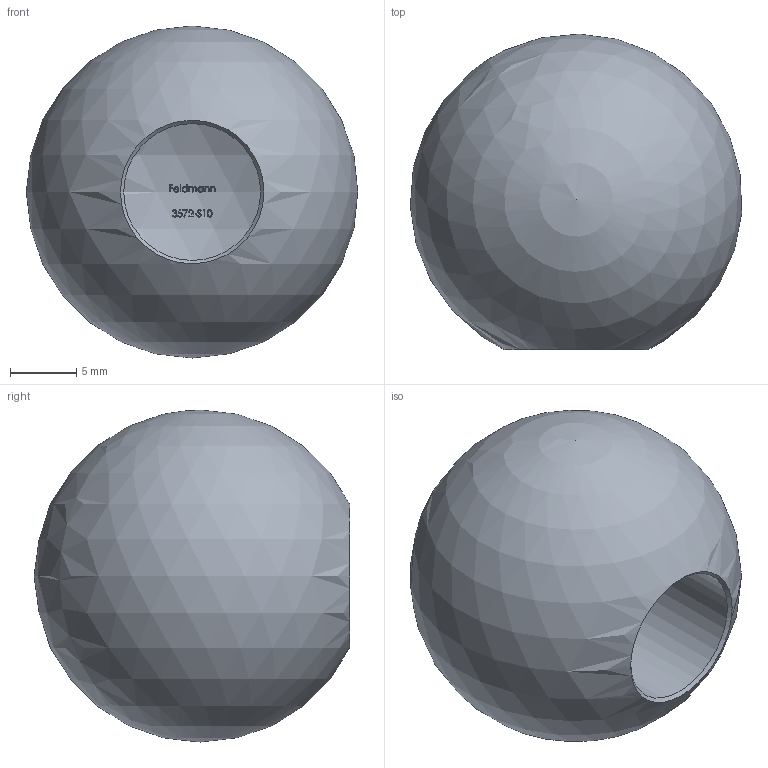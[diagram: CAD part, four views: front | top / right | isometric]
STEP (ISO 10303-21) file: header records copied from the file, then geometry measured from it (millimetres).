
FILE_DESCRIPTION (( 'STEP AP203' ), '1' );
FILE_NAME ('3572-S10.step', '2020-02-03T15:35:43', ( '' ), ( '' ), 'SwSTEP 2.0', 'SolidWorks 2015', '' );
FILE_SCHEMA (( 'CONFIG_CONTROL_DESIGN' ));
Length unit declared in the file: millimetre
Products named in the file (2): 3572-S10
Bounding box: 24.95 x 23.77 x 25 mm (x, y, z)
Volume: 6853.6 mm3; surface area: 2346.6 mm2
Topology: 1 solids, 17 shells, 227 faces, 569 edges, 379 vertices
Faces by surface type: bspline 100, plane 87, cone 38, cylinder 1, sphere 1
Full cylindrical faces by diameter (mm): 10.3 x1
Entity records: 10791 total; most frequent: CARTESIAN_POINT 6349, ORIENTED_EDGE 1128, EDGE_CURVE 564, DIRECTION 441, VERTEX_POINT 377, B_SPLINE_CURVE_WITH_KNOTS 352, EDGE_LOOP 233, FACE_OUTER_BOUND 212
